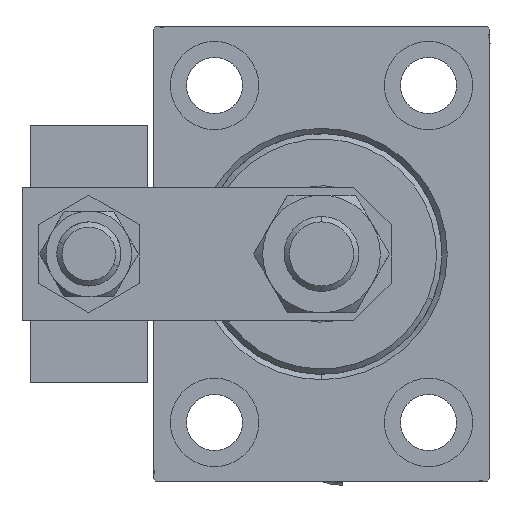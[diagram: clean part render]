
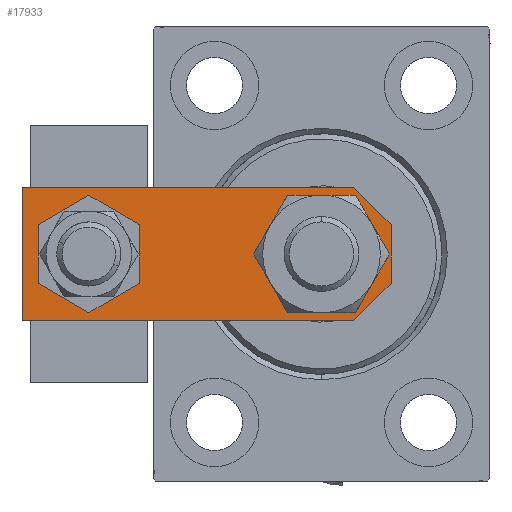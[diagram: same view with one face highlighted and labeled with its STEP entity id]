
A CAD part, left-side view. The second image highlights one B-rep face of the part: STEP entity #17933.
In plain terms, the highlighted face is planar.
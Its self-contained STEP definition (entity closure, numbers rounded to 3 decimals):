
#142 = LINE ( 'NONE', #35665, #22759 ) ;
#210 = ORIENTED_EDGE ( 'NONE', *, *, #48655, .F. ) ;
#272 = CARTESIAN_POINT ( 'NONE',  ( 0., 13., 8. ) ) ;
#827 = EDGE_CURVE ( 'NONE', #42314, #3793, #10676, .T. ) ;
#1278 = EDGE_CURVE ( 'NONE', #19462, #16176, #50853, .T. ) ;
#2946 = CARTESIAN_POINT ( 'NONE',  ( -7., 56.5, 8. ) ) ;
#3408 = CARTESIAN_POINT ( 'NONE',  ( 2.75, -2.75, 8. ) ) ;
#3793 = VERTEX_POINT ( 'NONE', #16704 ) ;
#4756 = CARTESIAN_POINT ( 'NONE',  ( 12.5, 7., 8. ) ) ;
#5057 = CARTESIAN_POINT ( 'NONE',  ( -2.75, -2.75, 8. ) ) ;
#5138 = AXIS2_PLACEMENT_3D ( 'NONE', #272, #28522, #27995 ) ;
#5409 = AXIS2_PLACEMENT_3D ( 'NONE', #27300, #22629, #42636 ) ;
#5555 = CARTESIAN_POINT ( 'NONE',  ( -12.5, 69., 8. ) ) ;
#6156 = ORIENTED_EDGE ( 'NONE', *, *, #38436, .T. ) ;
#7654 = CIRCLE ( 'NONE', #20041, 8.25 ) ;
#7688 = DIRECTION ( 'NONE',  ( -1., 0., 0. ) ) ;
#7778 = DIRECTION ( 'NONE',  ( 1., 0., 0. ) ) ;
#8031 = FACE_OUTER_BOUND ( 'NONE', #14576, .T. ) ;
#8688 = EDGE_CURVE ( 'NONE', #16176, #49721, #24758, .T. ) ;
#8719 = VECTOR ( 'NONE', #11183, 1000. ) ;
#9528 = EDGE_CURVE ( 'NONE', #23422, #19462, #19355, .T. ) ;
#10676 = CIRCLE ( 'NONE', #44657, 7. ) ;
#11183 = DIRECTION ( 'NONE',  ( 0.707, 0.707, 0. ) ) ;
#11579 = CARTESIAN_POINT ( 'NONE',  ( 12.5, 69., 8. ) ) ;
#12581 = CIRCLE ( 'NONE', #5138, 8.25 ) ;
#13139 = CARTESIAN_POINT ( 'NONE',  ( 0., 56.5, 8. ) ) ;
#14576 = EDGE_LOOP ( 'NONE', ( #28235, #42659, #39931, #6156, #48390, #27651 ) ) ;
#14987 = VECTOR ( 'NONE', #48148, 1000. ) ;
#15491 = CARTESIAN_POINT ( 'NONE',  ( -5.5, 0., 8. ) ) ;
#15591 = VERTEX_POINT ( 'NONE', #4756 ) ;
#16078 = FACE_BOUND ( 'NONE', #16208, .T. ) ;
#16176 = VERTEX_POINT ( 'NONE', #25043 ) ;
#16208 = EDGE_LOOP ( 'NONE', ( #47597, #210 ) ) ;
#16704 = CARTESIAN_POINT ( 'NONE',  ( 7., 56.5, 8. ) ) ;
#17105 = CARTESIAN_POINT ( 'NONE',  ( -8.25, 13., 8. ) ) ;
#17933 = ADVANCED_FACE ( 'NONE', ( #16078, #8031, #26979 ), #43074, .T. ) ;
#17980 = DIRECTION ( 'NONE',  ( 0., -1., 0. ) ) ;
#18027 = CARTESIAN_POINT ( 'NONE',  ( 12.5, 69., 8. ) ) ;
#19039 = VERTEX_POINT ( 'NONE', #17105 ) ;
#19355 = LINE ( 'NONE', #11579, #50601 ) ;
#19462 = VERTEX_POINT ( 'NONE', #5555 ) ;
#20041 = AXIS2_PLACEMENT_3D ( 'NONE', #35451, #51013, #26890 ) ;
#20565 = AXIS2_PLACEMENT_3D ( 'NONE', #31384, #23325, #7778 ) ;
#21341 = EDGE_CURVE ( 'NONE', #49721, #49450, #31033, .T. ) ;
#21974 = VERTEX_POINT ( 'NONE', #40191 ) ;
#22342 = CARTESIAN_POINT ( 'NONE',  ( 5.5, 0., 8. ) ) ;
#22629 = DIRECTION ( 'NONE',  ( 0., 0., 1. ) ) ;
#22759 = VECTOR ( 'NONE', #33938, 1000. ) ;
#23325 = DIRECTION ( 'NONE',  ( 0., 0., 1. ) ) ;
#23422 = VERTEX_POINT ( 'NONE', #18027 ) ;
#23907 = ORIENTED_EDGE ( 'NONE', *, *, #27799, .F. ) ;
#24758 = LINE ( 'NONE', #5057, #14987 ) ;
#25043 = CARTESIAN_POINT ( 'NONE',  ( -12.5, 7., 8. ) ) ;
#26207 = EDGE_CURVE ( 'NONE', #21974, #19039, #12581, .T. ) ;
#26890 = DIRECTION ( 'NONE',  ( 1., 0., 0. ) ) ;
#26979 = FACE_BOUND ( 'NONE', #40038, .T. ) ;
#27300 = CARTESIAN_POINT ( 'NONE',  ( 0., 56.5, 8. ) ) ;
#27651 = ORIENTED_EDGE ( 'NONE', *, *, #9528, .T. ) ;
#27799 = EDGE_CURVE ( 'NONE', #19039, #21974, #7654, .T. ) ;
#27995 = DIRECTION ( 'NONE',  ( 1., 0., 0. ) ) ;
#28235 = ORIENTED_EDGE ( 'NONE', *, *, #1278, .T. ) ;
#28522 = DIRECTION ( 'NONE',  ( 0., 0., 1. ) ) ;
#31033 = LINE ( 'NONE', #35697, #33951 ) ;
#31384 = CARTESIAN_POINT ( 'NONE',  ( 0., 0., 8. ) ) ;
#32860 = DIRECTION ( 'NONE',  ( 0., 0., 1. ) ) ;
#33560 = CIRCLE ( 'NONE', #5409, 7. ) ;
#33938 = DIRECTION ( 'NONE',  ( 0., 1., 0. ) ) ;
#33951 = VECTOR ( 'NONE', #51247, 1000. ) ;
#35052 = LINE ( 'NONE', #3408, #8719 ) ;
#35451 = CARTESIAN_POINT ( 'NONE',  ( 0., 13., 8. ) ) ;
#35665 = CARTESIAN_POINT ( 'NONE',  ( 12.5, 0., 8. ) ) ;
#35697 = CARTESIAN_POINT ( 'NONE',  ( -12.5, 0., 8. ) ) ;
#37721 = CARTESIAN_POINT ( 'NONE',  ( -12.5, 69., 8. ) ) ;
#38436 = EDGE_CURVE ( 'NONE', #49450, #15591, #35052, .T. ) ;
#39931 = ORIENTED_EDGE ( 'NONE', *, *, #21341, .T. ) ;
#40038 = EDGE_LOOP ( 'NONE', ( #23907, #40942 ) ) ;
#40191 = CARTESIAN_POINT ( 'NONE',  ( 8.25, 13., 8. ) ) ;
#40942 = ORIENTED_EDGE ( 'NONE', *, *, #26207, .F. ) ;
#42174 = VECTOR ( 'NONE', #17980, 1000. ) ;
#42314 = VERTEX_POINT ( 'NONE', #2946 ) ;
#42636 = DIRECTION ( 'NONE',  ( 1., 0., 0. ) ) ;
#42659 = ORIENTED_EDGE ( 'NONE', *, *, #8688, .T. ) ;
#43074 = PLANE ( 'NONE',  #20565 ) ;
#44657 = AXIS2_PLACEMENT_3D ( 'NONE', #13139, #32860, #48445 ) ;
#47597 = ORIENTED_EDGE ( 'NONE', *, *, #827, .F. ) ;
#48148 = DIRECTION ( 'NONE',  ( 0.707, -0.707, 0. ) ) ;
#48320 = EDGE_CURVE ( 'NONE', #15591, #23422, #142, .T. ) ;
#48390 = ORIENTED_EDGE ( 'NONE', *, *, #48320, .T. ) ;
#48445 = DIRECTION ( 'NONE',  ( 1., 0., 0. ) ) ;
#48655 = EDGE_CURVE ( 'NONE', #3793, #42314, #33560, .T. ) ;
#49450 = VERTEX_POINT ( 'NONE', #22342 ) ;
#49721 = VERTEX_POINT ( 'NONE', #15491 ) ;
#50601 = VECTOR ( 'NONE', #7688, 1000. ) ;
#50853 = LINE ( 'NONE', #37721, #42174 ) ;
#51013 = DIRECTION ( 'NONE',  ( 0., 0., 1. ) ) ;
#51247 = DIRECTION ( 'NONE',  ( 1., 0., 0. ) ) ;
